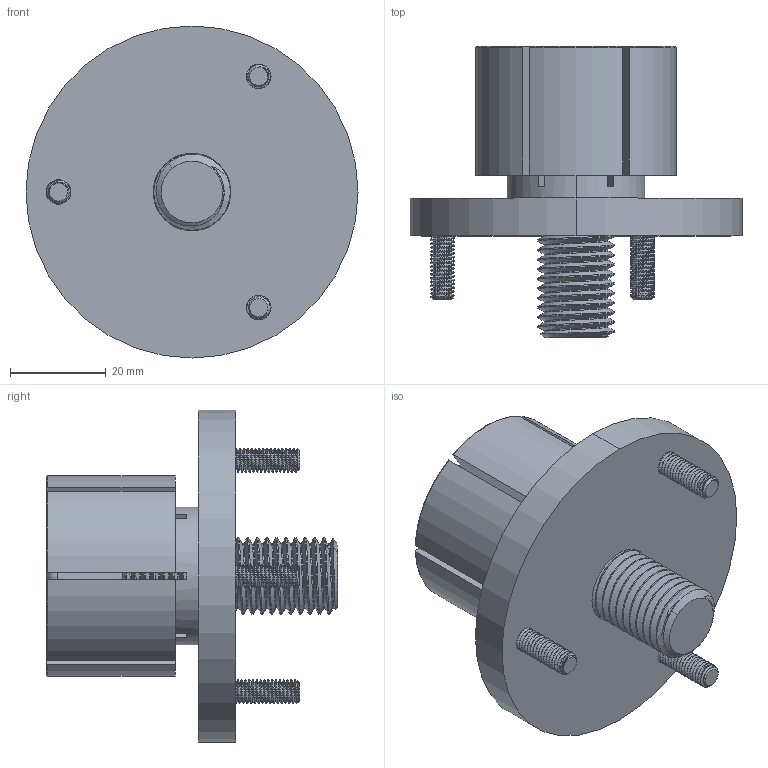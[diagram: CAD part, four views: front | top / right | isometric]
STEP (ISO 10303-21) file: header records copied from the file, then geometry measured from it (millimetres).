
FILE_DESCRIPTION (( 'STEP AP203' ), '1' );
FILE_NAME ('38300DD for Step as Part.STEP', '2022-03-11T20:05:18', ( '' ), ( '' ), 'SwSTEP 2.0', 'SolidWorks 2021', '' );
FILE_SCHEMA (( 'CONFIG_CONTROL_DESIGN' ));
Length unit declared in the file: inch
Products named in the file (1): 38300DD for Step as Part
Bounding box: 69.47 x 61 x 69.47 mm (x, y, z)
Volume: 67895.7 mm3; surface area: 27445.7 mm2
Topology: 5 solids, 5 shells, 533 faces, 1475 edges, 957 vertices
Faces by surface type: cylinder 377, plane 69, cone 63, torus 16, bspline 8
Entity records: 27220 total; most frequent: CARTESIAN_POINT 15682, ORIENTED_EDGE 2950, DIRECTION 1914, EDGE_CURVE 1475, VERTEX_POINT 957, AXIS2_PLACEMENT_3D 699, EDGE_LOOP 546, FACE_OUTER_BOUND 533
